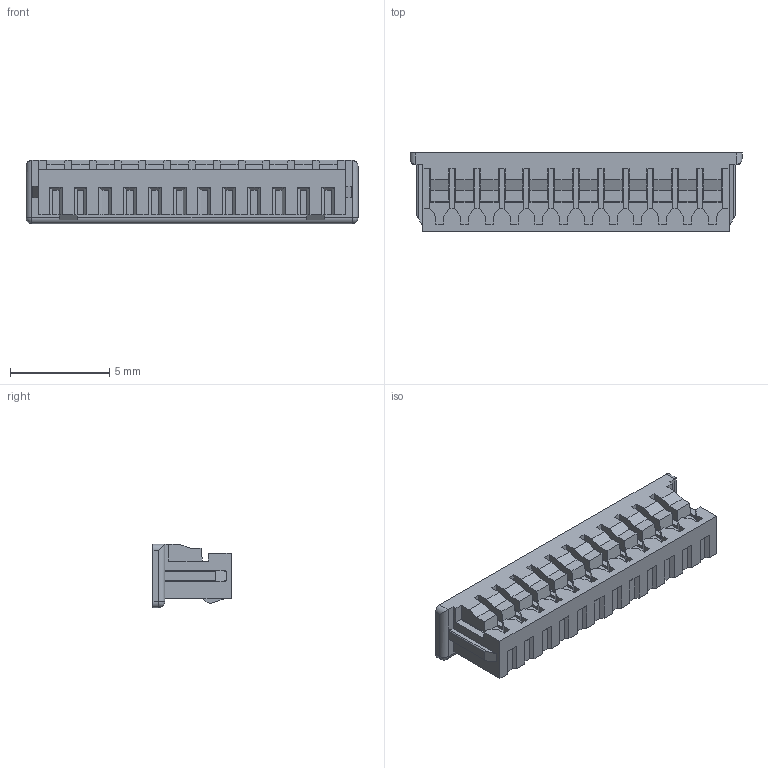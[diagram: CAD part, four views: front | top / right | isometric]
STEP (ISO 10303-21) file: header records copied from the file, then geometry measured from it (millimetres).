
FILE_DESCRIPTION(('STEP AP242'),'1');
FILE_NAME('51021-1200.stp','2025-01-10T01:32:02',('TraceParts'),('TraceParts S.A.'),'Spatial InterOp 3D',' ',' ');
FILE_SCHEMA(('AP242_MANAGED_MODEL_BASED_3D_ENGINEERING_MIM_LF {1 0 10303 442 1 1 4}'));
Length unit declared in the file: millimetre
Products named in the file (1): 51021-1200
Bounding box: 16.75 x 3.95 x 3.2 mm (x, y, z)
Volume: 142.2 mm3; surface area: 356.6 mm2
Topology: 1 solids, 1 shells, 585 faces, 1531 edges, 962 vertices
Faces by surface type: plane 572, cylinder 11, sphere 2
Entity records: 17414 total; most frequent: CARTESIAN_POINT 3119, ORIENTED_EDGE 3062, DIRECTION 2711, EDGE_CURVE 1531, LINE 1511, VECTOR 1511, VERTEX_POINT 962, AXIS2_PLACEMENT_3D 600
